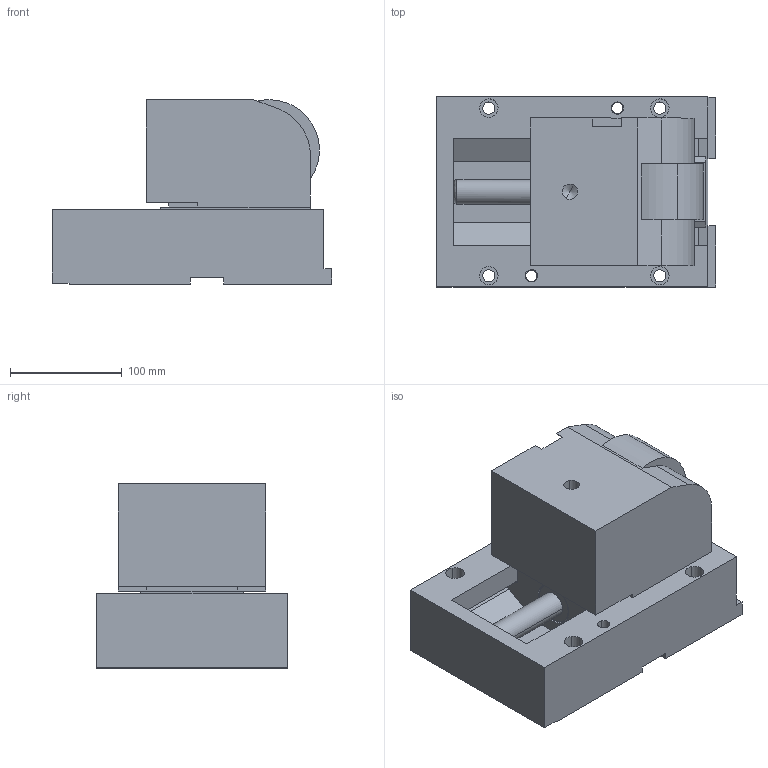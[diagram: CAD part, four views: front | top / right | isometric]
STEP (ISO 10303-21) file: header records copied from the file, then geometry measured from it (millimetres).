
FILE_DESCRIPTION(('CATIA V5 STEP Exchange'),'2;1');
FILE_NAME('CRCS-15000-80_1.stp','2015-03-23T14:55:47+00:00',('none'),('none'),'CATIA Version 5 Release 20 GA (IN-10)','CATIA V5 STEP AP203','none');
FILE_SCHEMA(('CONFIG_CONTROL_DESIGN'));
Length unit declared in the file: millimetre
Products named in the file (1): CRCS-15000-80_1
Bounding box: 250 x 170 x 165 mm (x, y, z)
Volume: 3872407.2 mm3; surface area: 370394.1 mm2
Topology: 3 solids, 55 shells, 275 faces, 875 edges, 678 vertices
Faces by surface type: plane 143, cylinder 98, cone 18, bspline 10, revolution 6
Entity records: 9357 total; most frequent: CARTESIAN_POINT 2873, ORIENTED_EDGE 1392, EDGE_CURVE 859, DIRECTION 841, VERTEX_POINT 678, VECTOR 361, LINE 361, AXIS2_PLACEMENT_3D 326
